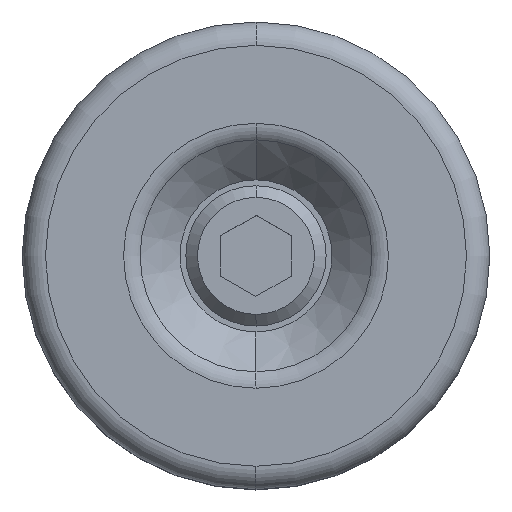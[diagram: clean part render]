
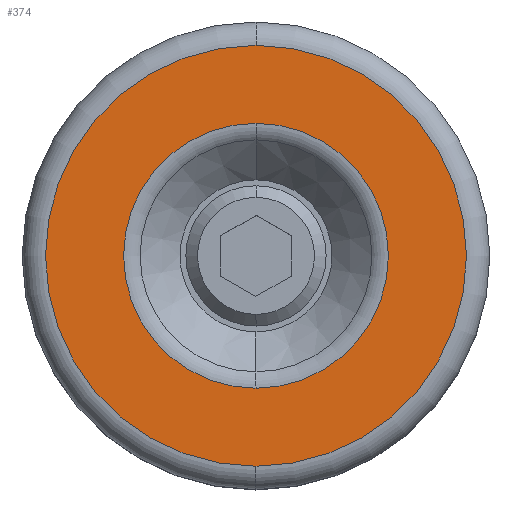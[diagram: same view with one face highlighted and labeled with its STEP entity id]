
A CAD part, top view. The second image highlights one B-rep face of the part: STEP entity #374.
In plain terms, the highlighted planar face has unit normal (0, 0, 1).
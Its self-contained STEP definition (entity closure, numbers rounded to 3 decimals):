
#374=ADVANCED_FACE('',(#745,#746),#747,.T.);
#745=FACE_OUTER_BOUND('',#1158,.T.);
#746=FACE_BOUND('',#1159,.T.);
#747=PLANE('',#1160);
#1158=EDGE_LOOP('',(#1937,#1938));
#1159=EDGE_LOOP('',(#1939,#1940));
#1160=AXIS2_PLACEMENT_3D('',#1941,#1942,#1943);
#1937=ORIENTED_EDGE('',*,*,#2547,.F.);
#1938=ORIENTED_EDGE('',*,*,#2537,.F.);
#1939=ORIENTED_EDGE('',*,*,#2548,.F.);
#1940=ORIENTED_EDGE('',*,*,#2543,.F.);
#1941=CARTESIAN_POINT('',(0.,0.0,32.21));
#1942=DIRECTION('',(0.,0.0,1.0));
#1943=DIRECTION('',(0.0,-1.0,0.0));
#2537=EDGE_CURVE('',#3054,#3052,#3056,.T.);
#2543=EDGE_CURVE('',#3062,#3060,#3064,.T.);
#2547=EDGE_CURVE('',#3052,#3054,#3068,.T.);
#2548=EDGE_CURVE('',#3060,#3062,#3069,.T.);
#3052=VERTEX_POINT('',#4013);
#3054=VERTEX_POINT('',#4015);
#3056=CIRCLE('',#4017,18.0);
#3060=VERTEX_POINT('',#4021);
#3062=VERTEX_POINT('',#4023);
#3064=CIRCLE('',#4025,11.328);
#3068=CIRCLE('',#4029,18.0);
#3069=CIRCLE('',#4030,11.328);
#4013=CARTESIAN_POINT('',(0.,-18.0,32.21));
#4015=CARTESIAN_POINT('',(0.,18.0,32.21));
#4017=AXIS2_PLACEMENT_3D('',#4539,#4540,#4541);
#4021=CARTESIAN_POINT('',(0.,-11.328,32.21));
#4023=CARTESIAN_POINT('',(0.,11.328,32.21));
#4025=AXIS2_PLACEMENT_3D('',#4551,#4552,#4553);
#4029=AXIS2_PLACEMENT_3D('',#4557,#4558,#4559);
#4030=AXIS2_PLACEMENT_3D('',#4560,#4561,#4562);
#4539=CARTESIAN_POINT('',(0.,0.0,32.21));
#4540=DIRECTION('',(0.,0.0,-1.0));
#4541=DIRECTION('',(0.,1.0,0.));
#4551=CARTESIAN_POINT('',(0.,0.0,32.21));
#4552=DIRECTION('',(0.,0.0,1.0));
#4553=DIRECTION('',(0.0,1.0,0.0));
#4557=CARTESIAN_POINT('',(0.,0.0,32.21));
#4558=DIRECTION('',(0.,0.0,-1.0));
#4559=DIRECTION('',(0.,1.0,0.));
#4560=CARTESIAN_POINT('',(0.,0.0,32.21));
#4561=DIRECTION('',(0.,0.0,1.0));
#4562=DIRECTION('',(0.0,1.0,0.0));
